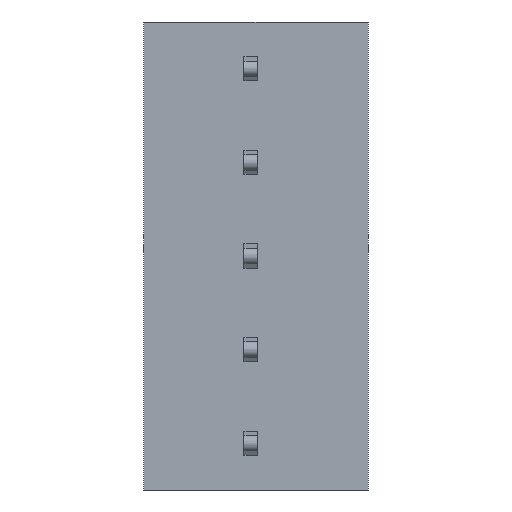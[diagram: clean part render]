
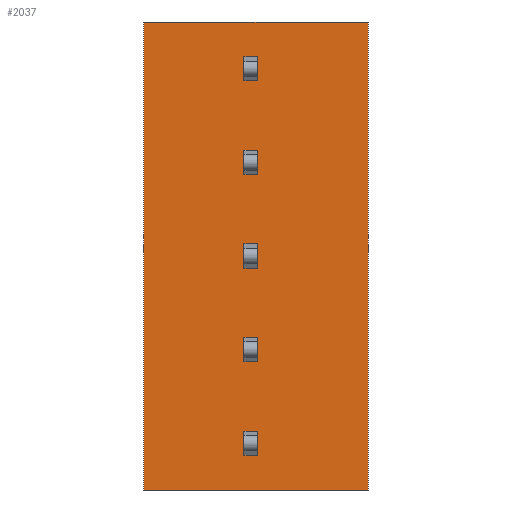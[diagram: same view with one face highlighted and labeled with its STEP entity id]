
A CAD part, front view. The second image highlights one B-rep face of the part: STEP entity #2037.
In plain terms, the highlighted planar face has unit normal (0, -1, 0).
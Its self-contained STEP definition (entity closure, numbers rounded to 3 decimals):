
#37=DIRECTION('',(1.,0.,0.));
#38=VECTOR('',#37,8.4);
#39=CARTESIAN_POINT('',(-4.2,-7.7,-15.75));
#40=LINE('',#39,#38);
#129=DIRECTION('',(0.,0.,1.));
#130=VECTOR('',#129,17.5);
#131=CARTESIAN_POINT('',(4.2,-7.7,-15.75));
#132=LINE('',#131,#130);
#133=DIRECTION('',(0.,0.,1.));
#134=VECTOR('',#133,17.5);
#135=CARTESIAN_POINT('',(-4.2,-7.7,-15.75));
#136=LINE('',#135,#134);
#137=DIRECTION('',(0.,0.,1.));
#138=VECTOR('',#137,0.9);
#139=CARTESIAN_POINT('',(-0.45,-7.7,-0.45));
#140=LINE('',#139,#138);
#141=DIRECTION('',(-1.,0.,0.));
#142=VECTOR('',#141,0.5);
#143=CARTESIAN_POINT('',(0.05,-7.7,-0.45));
#144=LINE('',#143,#142);
#145=DIRECTION('',(0.,0.,1.));
#146=VECTOR('',#145,0.9);
#147=CARTESIAN_POINT('',(0.05,-7.7,-0.45));
#148=LINE('',#147,#146);
#149=DIRECTION('',(-1.,0.,0.));
#150=VECTOR('',#149,0.5);
#151=CARTESIAN_POINT('',(0.05,-7.7,0.45));
#152=LINE('',#151,#150);
#153=DIRECTION('',(0.,0.,1.));
#154=VECTOR('',#153,0.9);
#155=CARTESIAN_POINT('',(-0.45,-7.7,-3.95));
#156=LINE('',#155,#154);
#157=DIRECTION('',(-1.,0.,0.));
#158=VECTOR('',#157,0.5);
#159=CARTESIAN_POINT('',(0.05,-7.7,-3.95));
#160=LINE('',#159,#158);
#161=DIRECTION('',(0.,0.,1.));
#162=VECTOR('',#161,0.9);
#163=CARTESIAN_POINT('',(0.05,-7.7,-3.95));
#164=LINE('',#163,#162);
#165=DIRECTION('',(-1.,0.,0.));
#166=VECTOR('',#165,0.5);
#167=CARTESIAN_POINT('',(0.05,-7.7,-3.05));
#168=LINE('',#167,#166);
#169=DIRECTION('',(0.,0.,1.));
#170=VECTOR('',#169,0.9);
#171=CARTESIAN_POINT('',(-0.45,-7.7,-7.45));
#172=LINE('',#171,#170);
#173=DIRECTION('',(-1.,0.,0.));
#174=VECTOR('',#173,0.5);
#175=CARTESIAN_POINT('',(0.05,-7.7,-7.45));
#176=LINE('',#175,#174);
#177=DIRECTION('',(0.,0.,1.));
#178=VECTOR('',#177,0.9);
#179=CARTESIAN_POINT('',(0.05,-7.7,-7.45));
#180=LINE('',#179,#178);
#181=DIRECTION('',(-1.,0.,0.));
#182=VECTOR('',#181,0.5);
#183=CARTESIAN_POINT('',(0.05,-7.7,-6.55));
#184=LINE('',#183,#182);
#185=DIRECTION('',(0.,0.,1.));
#186=VECTOR('',#185,0.9);
#187=CARTESIAN_POINT('',(-0.45,-7.7,-10.95));
#188=LINE('',#187,#186);
#189=DIRECTION('',(-1.,0.,0.));
#190=VECTOR('',#189,0.5);
#191=CARTESIAN_POINT('',(0.05,-7.7,-10.95));
#192=LINE('',#191,#190);
#193=DIRECTION('',(0.,0.,1.));
#194=VECTOR('',#193,0.9);
#195=CARTESIAN_POINT('',(0.05,-7.7,-10.95));
#196=LINE('',#195,#194);
#197=DIRECTION('',(-1.,0.,0.));
#198=VECTOR('',#197,0.5);
#199=CARTESIAN_POINT('',(0.05,-7.7,-10.05));
#200=LINE('',#199,#198);
#201=DIRECTION('',(0.,0.,1.));
#202=VECTOR('',#201,0.9);
#203=CARTESIAN_POINT('',(-0.45,-7.7,-14.45));
#204=LINE('',#203,#202);
#205=DIRECTION('',(-1.,0.,0.));
#206=VECTOR('',#205,0.5);
#207=CARTESIAN_POINT('',(0.05,-7.7,-14.45));
#208=LINE('',#207,#206);
#209=DIRECTION('',(0.,0.,1.));
#210=VECTOR('',#209,0.9);
#211=CARTESIAN_POINT('',(0.05,-7.7,-14.45));
#212=LINE('',#211,#210);
#213=DIRECTION('',(-1.,0.,0.));
#214=VECTOR('',#213,0.5);
#215=CARTESIAN_POINT('',(0.05,-7.7,-13.55));
#216=LINE('',#215,#214);
#295=DIRECTION('',(1.,0.,0.));
#296=VECTOR('',#295,8.4);
#297=CARTESIAN_POINT('',(-4.2,-7.7,1.75));
#298=LINE('',#297,#296);
#1451=CARTESIAN_POINT('',(-4.2,-7.7,-15.75));
#1452=VERTEX_POINT('',#1451);
#1453=CARTESIAN_POINT('',(4.2,-7.7,-15.75));
#1454=VERTEX_POINT('',#1453);
#1467=CARTESIAN_POINT('',(-4.2,-7.7,1.75));
#1468=VERTEX_POINT('',#1467);
#1469=CARTESIAN_POINT('',(4.2,-7.7,1.75));
#1470=VERTEX_POINT('',#1469);
#1535=CARTESIAN_POINT('',(-0.45,-7.7,-0.45));
#1536=CARTESIAN_POINT('',(-0.45,-7.7,0.45));
#1537=VERTEX_POINT('',#1535);
#1538=VERTEX_POINT('',#1536);
#1539=CARTESIAN_POINT('',(0.05,-7.7,-0.45));
#1540=CARTESIAN_POINT('',(0.05,-7.7,0.45));
#1541=VERTEX_POINT('',#1539);
#1542=VERTEX_POINT('',#1540);
#1559=CARTESIAN_POINT('',(-0.45,-7.7,-3.95));
#1560=CARTESIAN_POINT('',(-0.45,-7.7,-3.05));
#1561=VERTEX_POINT('',#1559);
#1562=VERTEX_POINT('',#1560);
#1563=CARTESIAN_POINT('',(0.05,-7.7,-3.95));
#1564=CARTESIAN_POINT('',(0.05,-7.7,-3.05));
#1565=VERTEX_POINT('',#1563);
#1566=VERTEX_POINT('',#1564);
#1671=CARTESIAN_POINT('',(-0.45,-7.7,-7.45));
#1672=CARTESIAN_POINT('',(-0.45,-7.7,-6.55));
#1673=VERTEX_POINT('',#1671);
#1674=VERTEX_POINT('',#1672);
#1675=CARTESIAN_POINT('',(0.05,-7.7,-7.45));
#1676=CARTESIAN_POINT('',(0.05,-7.7,-6.55));
#1677=VERTEX_POINT('',#1675);
#1678=VERTEX_POINT('',#1676);
#1751=CARTESIAN_POINT('',(-0.45,-7.7,-10.95));
#1752=CARTESIAN_POINT('',(-0.45,-7.7,-10.05));
#1753=VERTEX_POINT('',#1751);
#1754=VERTEX_POINT('',#1752);
#1755=CARTESIAN_POINT('',(0.05,-7.7,-10.95));
#1756=CARTESIAN_POINT('',(0.05,-7.7,-10.05));
#1757=VERTEX_POINT('',#1755);
#1758=VERTEX_POINT('',#1756);
#1831=CARTESIAN_POINT('',(-0.45,-7.7,-14.45));
#1832=CARTESIAN_POINT('',(-0.45,-7.7,-13.55));
#1833=VERTEX_POINT('',#1831);
#1834=VERTEX_POINT('',#1832);
#1835=CARTESIAN_POINT('',(0.05,-7.7,-14.45));
#1836=CARTESIAN_POINT('',(0.05,-7.7,-13.55));
#1837=VERTEX_POINT('',#1835);
#1838=VERTEX_POINT('',#1836);
#1974=CARTESIAN_POINT('',(-4.2,-7.7,-15.75));
#1975=DIRECTION('',(0.,-1.,0.));
#1976=DIRECTION('',(1.,0.,0.));
#1977=AXIS2_PLACEMENT_3D('',#1974,#1975,#1976);
#1978=PLANE('',#1977);
#1979=ORIENTED_EDGE('',*,*,#1888,.F.);
#1981=ORIENTED_EDGE('',*,*,#1980,.T.);
#1983=ORIENTED_EDGE('',*,*,#1982,.T.);
#1984=ORIENTED_EDGE('',*,*,#1966,.F.);
#1985=EDGE_LOOP('',(#1979,#1981,#1983,#1984));
#1986=FACE_OUTER_BOUND('',#1985,.F.);
#1988=ORIENTED_EDGE('',*,*,#1987,.F.);
#1990=ORIENTED_EDGE('',*,*,#1989,.F.);
#1992=ORIENTED_EDGE('',*,*,#1991,.T.);
#1994=ORIENTED_EDGE('',*,*,#1993,.T.);
#1995=EDGE_LOOP('',(#1988,#1990,#1992,#1994));
#1996=FACE_BOUND('',#1995,.F.);
#1998=ORIENTED_EDGE('',*,*,#1997,.F.);
#2000=ORIENTED_EDGE('',*,*,#1999,.F.);
#2002=ORIENTED_EDGE('',*,*,#2001,.T.);
#2004=ORIENTED_EDGE('',*,*,#2003,.T.);
#2005=EDGE_LOOP('',(#1998,#2000,#2002,#2004));
#2006=FACE_BOUND('',#2005,.F.);
#2008=ORIENTED_EDGE('',*,*,#2007,.F.);
#2010=ORIENTED_EDGE('',*,*,#2009,.F.);
#2012=ORIENTED_EDGE('',*,*,#2011,.T.);
#2014=ORIENTED_EDGE('',*,*,#2013,.T.);
#2015=EDGE_LOOP('',(#2008,#2010,#2012,#2014));
#2016=FACE_BOUND('',#2015,.F.);
#2018=ORIENTED_EDGE('',*,*,#2017,.F.);
#2020=ORIENTED_EDGE('',*,*,#2019,.F.);
#2022=ORIENTED_EDGE('',*,*,#2021,.T.);
#2024=ORIENTED_EDGE('',*,*,#2023,.T.);
#2025=EDGE_LOOP('',(#2018,#2020,#2022,#2024));
#2026=FACE_BOUND('',#2025,.F.);
#2028=ORIENTED_EDGE('',*,*,#2027,.F.);
#2030=ORIENTED_EDGE('',*,*,#2029,.F.);
#2032=ORIENTED_EDGE('',*,*,#2031,.T.);
#2034=ORIENTED_EDGE('',*,*,#2033,.T.);
#2035=EDGE_LOOP('',(#2028,#2030,#2032,#2034));
#2036=FACE_BOUND('',#2035,.F.);
#1888=EDGE_CURVE('',#1452,#1454,#40,.T.);
#1966=EDGE_CURVE('',#1454,#1470,#132,.T.);
#1980=EDGE_CURVE('',#1452,#1468,#136,.T.);
#1982=EDGE_CURVE('',#1468,#1470,#298,.T.);
#1987=EDGE_CURVE('',#1537,#1538,#140,.T.);
#1989=EDGE_CURVE('',#1541,#1537,#144,.T.);
#1991=EDGE_CURVE('',#1541,#1542,#148,.T.);
#1993=EDGE_CURVE('',#1542,#1538,#152,.T.);
#1997=EDGE_CURVE('',#1561,#1562,#156,.T.);
#1999=EDGE_CURVE('',#1565,#1561,#160,.T.);
#2001=EDGE_CURVE('',#1565,#1566,#164,.T.);
#2003=EDGE_CURVE('',#1566,#1562,#168,.T.);
#2007=EDGE_CURVE('',#1673,#1674,#172,.T.);
#2009=EDGE_CURVE('',#1677,#1673,#176,.T.);
#2011=EDGE_CURVE('',#1677,#1678,#180,.T.);
#2013=EDGE_CURVE('',#1678,#1674,#184,.T.);
#2017=EDGE_CURVE('',#1753,#1754,#188,.T.);
#2019=EDGE_CURVE('',#1757,#1753,#192,.T.);
#2021=EDGE_CURVE('',#1757,#1758,#196,.T.);
#2023=EDGE_CURVE('',#1758,#1754,#200,.T.);
#2027=EDGE_CURVE('',#1833,#1834,#204,.T.);
#2029=EDGE_CURVE('',#1837,#1833,#208,.T.);
#2031=EDGE_CURVE('',#1837,#1838,#212,.T.);
#2033=EDGE_CURVE('',#1838,#1834,#216,.T.);
#2037=ADVANCED_FACE('',(#1986,#1996,#2006,#2016,#2026,#2036),#1978,.T.);
